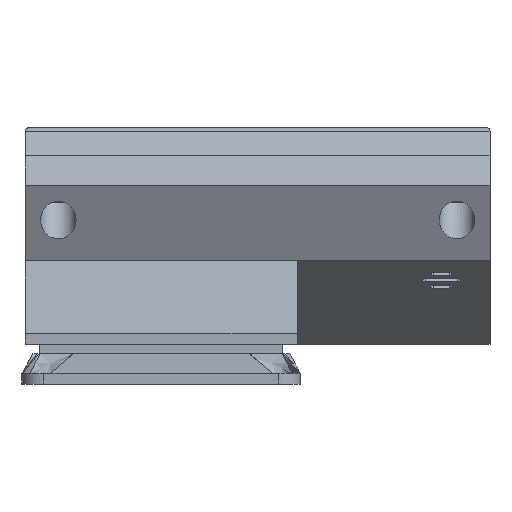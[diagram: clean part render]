
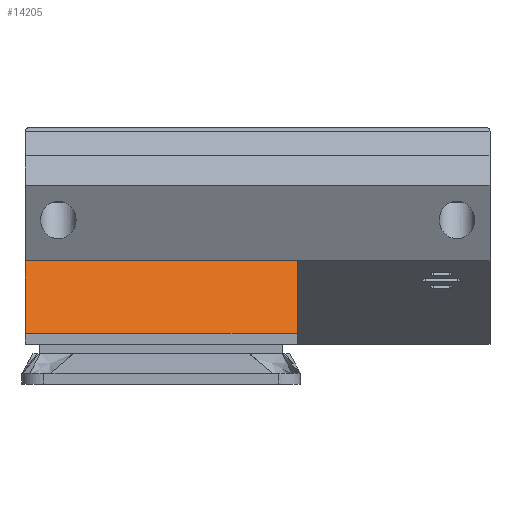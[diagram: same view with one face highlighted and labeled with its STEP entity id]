
A CAD part, left-side view. The second image highlights one B-rep face of the part: STEP entity #14205.
In plain terms, the highlighted planar face has unit normal (-0.952, 0, 0.306).
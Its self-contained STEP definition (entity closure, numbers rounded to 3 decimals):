
#11520 = PLANE('',#11521);
#11521 = AXIS2_PLACEMENT_3D('',#11522,#11523,#11524);
#11522 = CARTESIAN_POINT('',(22.657,0.,12.944)
  );
#11523 = DIRECTION('',(0.53,0.,0.848));
#11524 = DIRECTION('',(0.848,0.,-0.53));
#11576 = PLANE('',#11577);
#11577 = AXIS2_PLACEMENT_3D('',#11578,#11579,#11580);
#11578 = CARTESIAN_POINT('',(6.15,24.9,7.3));
#11579 = DIRECTION('',(-1.,0.,0.));
#11580 = DIRECTION('',(0.,-1.,0.));
#12305 = VERTEX_POINT('',#12306);
#12306 = CARTESIAN_POINT('',(10.424,24.9,20.588));
#12320 = B_SPLINE_SURFACE_WITH_KNOTS('',1,1,(
    (#12321,#12322)
    ,(#12323,#12324
    )),.UNSPECIFIED.,.F.,.F.,.F.,(2,2),(2,2),(0.,25.539),(0.,1.
    ),.PIECEWISE_BEZIER_KNOTS.);
#12321 = CARTESIAN_POINT('',(6.15,24.9,7.3));
#12322 = CARTESIAN_POINT('',(10.424,24.9,20.588));
#12323 = CARTESIAN_POINT('',(31.689,24.9,7.3));
#12324 = CARTESIAN_POINT('',(31.689,24.9,7.3));
#12331 = EDGE_CURVE('',#12332,#12305,#12334,.T.);
#12332 = VERTEX_POINT('',#12333);
#12333 = CARTESIAN_POINT('',(10.424,-24.9,20.588));
#12334 = SURFACE_CURVE('',#12335,(#12339,#12346),.PCURVE_S1.);
#12335 = LINE('',#12336,#12337);
#12336 = CARTESIAN_POINT('',(10.424,-24.9,20.588));
#12337 = VECTOR('',#12338,1.);
#12338 = DIRECTION('',(0.,1.,0.));
#12339 = PCURVE('',#11520,#12340);
#12340 = DEFINITIONAL_REPRESENTATION('',(#12341),#12345);
#12341 = LINE('',#12342,#12343);
#12342 = CARTESIAN_POINT('',(-14.425,-24.9));
#12343 = VECTOR('',#12344,1.);
#12344 = DIRECTION('',(0.,1.));
#12345 = ( GEOMETRIC_REPRESENTATION_CONTEXT(2) 
PARAMETRIC_REPRESENTATION_CONTEXT() REPRESENTATION_CONTEXT('2D SPACE',''
  ) );
#12346 = PCURVE('',#12347,#12352);
#12347 = PLANE('',#12348);
#12348 = AXIS2_PLACEMENT_3D('',#12349,#12350,#12351);
#12349 = CARTESIAN_POINT('',(10.424,-24.9,20.588));
#12350 = DIRECTION('',(0.952,0.,-0.306));
#12351 = DIRECTION('',(0.,1.,0.));
#12352 = DEFINITIONAL_REPRESENTATION('',(#12353),#12357);
#12353 = LINE('',#12354,#12355);
#12354 = CARTESIAN_POINT('',(0.,0.));
#12355 = VECTOR('',#12356,1.);
#12356 = DIRECTION('',(1.,0.));
#12357 = ( GEOMETRIC_REPRESENTATION_CONTEXT(2) 
PARAMETRIC_REPRESENTATION_CONTEXT() REPRESENTATION_CONTEXT('2D SPACE',''
  ) );
#12373 = B_SPLINE_SURFACE_WITH_KNOTS('',1,1,(
    (#12374,#12375)
    ,(#12376,#12377
    )),.UNSPECIFIED.,.F.,.F.,.F.,(2,2),(2,2),(0.,25.539),(0.,1.
    ),.PIECEWISE_BEZIER_KNOTS.);
#12374 = CARTESIAN_POINT('',(31.689,-24.9,7.3));
#12375 = CARTESIAN_POINT('',(31.689,-24.9,7.3));
#12376 = CARTESIAN_POINT('',(6.15,-24.9,7.3));
#12377 = CARTESIAN_POINT('',(10.424,-24.9,20.588));
#13136 = VERTEX_POINT('',#13137);
#13137 = CARTESIAN_POINT('',(6.15,-24.9,7.3));
#13184 = EDGE_CURVE('',#13185,#13136,#13187,.T.);
#13185 = VERTEX_POINT('',#13186);
#13186 = CARTESIAN_POINT('',(6.15,24.9,7.3));
#13187 = SURFACE_CURVE('',#13188,(#13192,#13199),.PCURVE_S1.);
#13188 = LINE('',#13189,#13190);
#13189 = CARTESIAN_POINT('',(6.15,24.9,7.3));
#13190 = VECTOR('',#13191,1.);
#13191 = DIRECTION('',(0.,-1.,0.));
#13192 = PCURVE('',#11576,#13193);
#13193 = DEFINITIONAL_REPRESENTATION('',(#13194),#13198);
#13194 = LINE('',#13195,#13196);
#13195 = CARTESIAN_POINT('',(0.,0.));
#13196 = VECTOR('',#13197,1.);
#13197 = DIRECTION('',(1.,0.));
#13198 = ( GEOMETRIC_REPRESENTATION_CONTEXT(2) 
PARAMETRIC_REPRESENTATION_CONTEXT() REPRESENTATION_CONTEXT('2D SPACE',''
  ) );
#13199 = PCURVE('',#12347,#13200);
#13200 = DEFINITIONAL_REPRESENTATION('',(#13201),#13205);
#13201 = LINE('',#13202,#13203);
#13202 = CARTESIAN_POINT('',(49.8,-13.958));
#13203 = VECTOR('',#13204,1.);
#13204 = DIRECTION('',(-1.,0.));
#13205 = ( GEOMETRIC_REPRESENTATION_CONTEXT(2) 
PARAMETRIC_REPRESENTATION_CONTEXT() REPRESENTATION_CONTEXT('2D SPACE',''
  ) );
#14187 = EDGE_CURVE('',#13185,#12305,#14188,.T.);
#14188 = SURFACE_CURVE('',#14189,(#14192,#14199),.PCURVE_S1.);
#14189 = B_SPLINE_CURVE_WITH_KNOTS('',1,(#14190,#14191),.UNSPECIFIED.,
  .F.,.F.,(2,2),(0.,1.),.PIECEWISE_BEZIER_KNOTS.);
#14190 = CARTESIAN_POINT('',(6.15,24.9,7.3));
#14191 = CARTESIAN_POINT('',(10.424,24.9,20.588));
#14192 = PCURVE('',#12320,#14193);
#14193 = DEFINITIONAL_REPRESENTATION('',(#14194),#14198);
#14194 = LINE('',#14195,#14196);
#14195 = CARTESIAN_POINT('',(0.,0.));
#14196 = VECTOR('',#14197,1.);
#14197 = DIRECTION('',(0.,1.));
#14198 = ( GEOMETRIC_REPRESENTATION_CONTEXT(2) 
PARAMETRIC_REPRESENTATION_CONTEXT() REPRESENTATION_CONTEXT('2D SPACE',''
  ) );
#14199 = PCURVE('',#12347,#14200);
#14200 = DEFINITIONAL_REPRESENTATION('',(#14201),#14204);
#14201 = B_SPLINE_CURVE_WITH_KNOTS('',1,(#14202,#14203),.UNSPECIFIED.,
  .F.,.F.,(2,2),(0.,1.),.PIECEWISE_BEZIER_KNOTS.);
#14202 = CARTESIAN_POINT('',(49.8,-13.958));
#14203 = CARTESIAN_POINT('',(49.8,0.));
#14204 = ( GEOMETRIC_REPRESENTATION_CONTEXT(2) 
PARAMETRIC_REPRESENTATION_CONTEXT() REPRESENTATION_CONTEXT('2D SPACE',''
  ) );
#14205 = ADVANCED_FACE('',(#14206),#12347,.F.);
#14206 = FACE_BOUND('',#14207,.F.);
#14207 = EDGE_LOOP('',(#14208,#14209,#14210,#14211));
#14208 = ORIENTED_EDGE('',*,*,#13184,.F.);
#14209 = ORIENTED_EDGE('',*,*,#14187,.T.);
#14210 = ORIENTED_EDGE('',*,*,#12331,.F.);
#14211 = ORIENTED_EDGE('',*,*,#14212,.F.);
#14212 = EDGE_CURVE('',#13136,#12332,#14213,.T.);
#14213 = SURFACE_CURVE('',#14214,(#14217,#14223),.PCURVE_S1.);
#14214 = B_SPLINE_CURVE_WITH_KNOTS('',1,(#14215,#14216),.UNSPECIFIED.,
  .F.,.F.,(2,2),(0.,1.),.PIECEWISE_BEZIER_KNOTS.);
#14215 = CARTESIAN_POINT('',(6.15,-24.9,7.3));
#14216 = CARTESIAN_POINT('',(10.424,-24.9,20.588));
#14217 = PCURVE('',#12347,#14218);
#14218 = DEFINITIONAL_REPRESENTATION('',(#14219),#14222);
#14219 = B_SPLINE_CURVE_WITH_KNOTS('',1,(#14220,#14221),.UNSPECIFIED.,
  .F.,.F.,(2,2),(0.,1.),.PIECEWISE_BEZIER_KNOTS.);
#14220 = CARTESIAN_POINT('',(0.,-13.958));
#14221 = CARTESIAN_POINT('',(0.,0.));
#14222 = ( GEOMETRIC_REPRESENTATION_CONTEXT(2) 
PARAMETRIC_REPRESENTATION_CONTEXT() REPRESENTATION_CONTEXT('2D SPACE',''
  ) );
#14223 = PCURVE('',#12373,#14224);
#14224 = DEFINITIONAL_REPRESENTATION('',(#14225),#14229);
#14225 = LINE('',#14226,#14227);
#14226 = CARTESIAN_POINT('',(25.539,0.));
#14227 = VECTOR('',#14228,1.);
#14228 = DIRECTION('',(0.,1.));
#14229 = ( GEOMETRIC_REPRESENTATION_CONTEXT(2) 
PARAMETRIC_REPRESENTATION_CONTEXT() REPRESENTATION_CONTEXT('2D SPACE',''
  ) );
